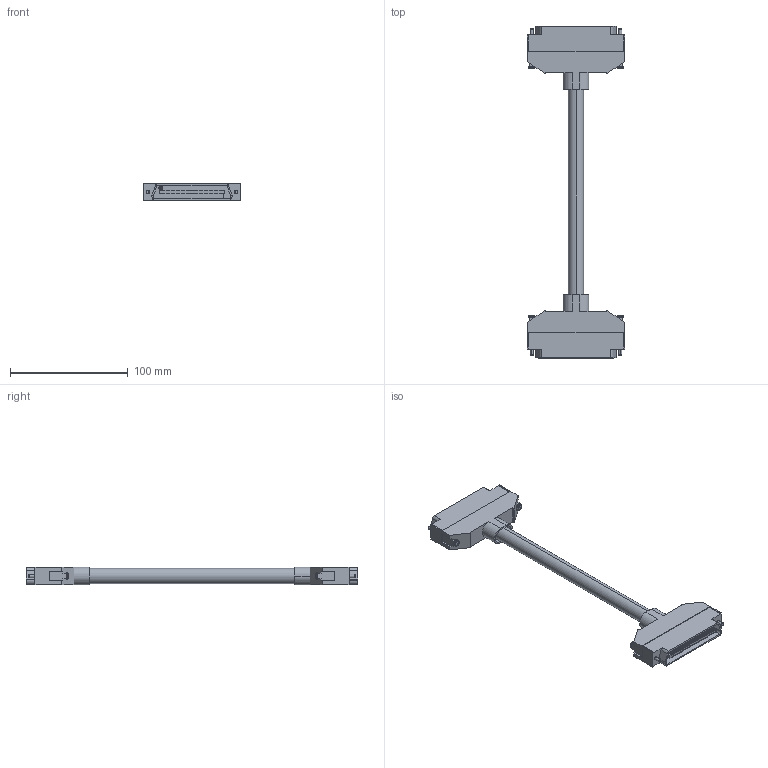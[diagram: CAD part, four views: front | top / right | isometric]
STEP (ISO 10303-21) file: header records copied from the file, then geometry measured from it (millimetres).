
FILE_DESCRIPTION (( 'STEP AP203' ), '1' );
FILE_NAME ('TDC550MM.STEP', '2006-06-23T20:23:32', ( 'lcom' ), ( 'lcom' ), 'SwSTEP 2.0', 'SolidWorks 2006004', '' );
FILE_SCHEMA (( 'CONFIG_CONTROL_DESIGN' ));
Length unit declared in the file: inch
Products named in the file (4): TDC550-MA1; TDC550MM; TDC550 M; Pan head slotted_4-40 x 1.250 PAN HEAD SCREW
Assembly tree (7 placements, depth 2):
  TDC550MM
    Pan head slotted_4-40 x 1.250 PAN HEAD SCREW  x4
    TDC550 M  x2
    TDC550-MA1
Bounding box: 82.55 x 282.45 x 15.24 mm (x, y, z)
Volume: 108901.7 mm3; surface area: 40491.5 mm2
Topology: 7 solids, 7 shells, 1282 faces, 3436 edges, 2288 vertices
Faces by surface type: plane 1070, cylinder 162, bspline 34, torus 8, cone 8
Entity records: 21817 total; most frequent: CARTESIAN_POINT 5456, ORIENTED_EDGE 3374, DIRECTION 3055, EDGE_CURVE 1687, VECTOR 1485, LINE 1485, VERTEX_POINT 1124, AXIS2_PLACEMENT_3D 785
